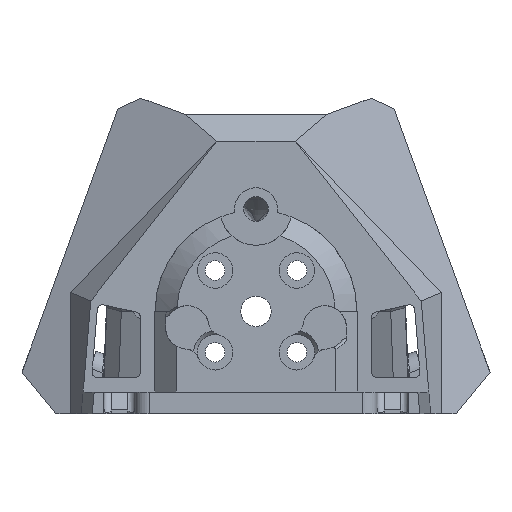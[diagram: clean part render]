
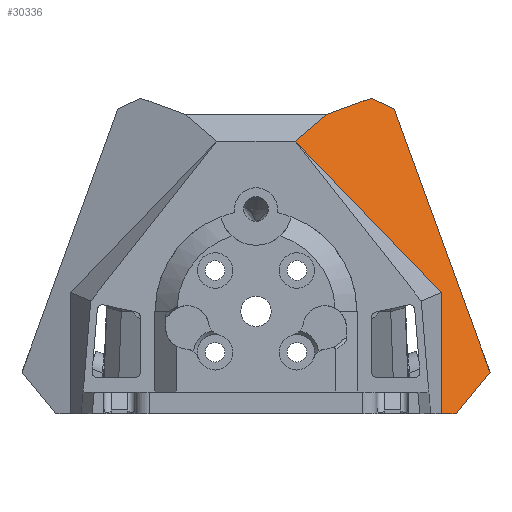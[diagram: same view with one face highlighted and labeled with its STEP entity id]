
A CAD part, front view. The second image highlights one B-rep face of the part: STEP entity #30336.
In plain terms, the highlighted planar face has unit normal (0.352, -0.927, 0.128).
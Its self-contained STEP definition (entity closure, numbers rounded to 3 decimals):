
#23 = EDGE_CURVE ( 'NONE', #16365, #29915, #4571, .T. ) ;
#404 = EDGE_LOOP ( 'NONE', ( #8663, #21064, #3624, #15829, #4805, #24999, #17460, #6270 ) ) ;
#405 = LINE ( 'NONE', #19175, #9056 ) ;
#1216 = VERTEX_POINT ( 'NONE', #30650 ) ;
#1642 = LINE ( 'NONE', #23689, #5979 ) ;
#1979 = EDGE_CURVE ( 'NONE', #29085, #11462, #10876, .T. ) ;
#2334 = CARTESIAN_POINT ( 'NONE',  ( -197.128, -130.994, 142.121 ) ) ;
#2758 = FACE_OUTER_BOUND ( 'NONE', #404, .T. ) ;
#2917 = DIRECTION ( 'NONE',  ( -0.871, -0.375, -0.317 ) ) ;
#2991 = DIRECTION ( 'NONE',  ( -0.596, -0.328, -0.733 ) ) ;
#3624 = ORIENTED_EDGE ( 'NONE', *, *, #28977, .T. ) ;
#4571 = LINE ( 'NONE', #14092, #17369 ) ;
#4776 = DIRECTION ( 'NONE',  ( 0., -0.137, -0.991 ) ) ;
#4805 = ORIENTED_EDGE ( 'NONE', *, *, #6487, .F. ) ;
#5168 = CARTESIAN_POINT ( 'NONE',  ( -308.14, -199.301, -47.189 ) ) ;
#5979 = VECTOR ( 'NONE', #25565, 1000. ) ;
#6270 = ORIENTED_EDGE ( 'NONE', *, *, #13623, .T. ) ;
#6487 = EDGE_CURVE ( 'NONE', #25690, #17270, #22876, .T. ) ;
#6712 = CARTESIAN_POINT ( 'NONE',  ( -86.146, -107.309, 8.603 ) ) ;
#7114 = CARTESIAN_POINT ( 'NONE',  ( -210.81, -136.8, 137.697 ) ) ;
#7887 = CARTESIAN_POINT ( 'NONE',  ( -179.196, -122.917, 151.308 ) ) ;
#8541 = CARTESIAN_POINT ( 'NONE',  ( -257.269, -159.907, 98.123 ) ) ;
#8663 = ORIENTED_EDGE ( 'NONE', *, *, #29222, .T. ) ;
#8668 = CARTESIAN_POINT ( 'NONE',  ( -188.565, -133.563, 100. ) ) ;
#9056 = VECTOR ( 'NONE', #4776, 1000. ) ;
#9071 = DIRECTION ( 'NONE',  ( 0.685, 0.162, -0.71 ) ) ;
#9615 = CARTESIAN_POINT ( 'NONE',  ( -141.43, -136.6, -51.476 ) ) ;
#10333 = VECTOR ( 'NONE', #23246, 1000. ) ;
#10716 = EDGE_CURVE ( 'NONE', #16365, #25690, #19565, .T. ) ;
#10876 = LINE ( 'NONE', #8541, #10333 ) ;
#10952 = DIRECTION ( 'NONE',  ( -0.935, -0.355, 0. ) ) ;
#11462 = VERTEX_POINT ( 'NONE', #7114 ) ;
#12267 = DIRECTION ( 'NONE',  ( -0.342, 0., 0.94 ) ) ;
#12331 = VERTEX_POINT ( 'NONE', #27184 ) ;
#12762 = CARTESIAN_POINT ( 'NONE',  ( -183.891, -130.994, 105.753 ) ) ;
#13451 = CARTESIAN_POINT ( 'NONE',  ( -211.966, -142.448, 100. ) ) ;
#13623 = EDGE_CURVE ( 'NONE', #29915, #1216, #1642, .T. ) ;
#14092 = CARTESIAN_POINT ( 'NONE',  ( -184.995, -130.994, 108.786 ) ) ;
#15829 = ORIENTED_EDGE ( 'NONE', *, *, #16572, .T. ) ;
#16365 = VERTEX_POINT ( 'NONE', #12762 ) ;
#16572 = EDGE_CURVE ( 'NONE', #12331, #17270, #405, .T. ) ;
#16920 = DIRECTION ( 'NONE',  ( -0.342, 0., 0.94 ) ) ;
#17270 = VERTEX_POINT ( 'NONE', #18723 ) ;
#17369 = VECTOR ( 'NONE', #16920, 1000. ) ;
#17460 = ORIENTED_EDGE ( 'NONE', *, *, #23, .T. ) ;
#18622 = LINE ( 'NONE', #6712, #18811 ) ;
#18723 = CARTESIAN_POINT ( 'NONE',  ( -190.612, -134.341, 100. ) ) ;
#18811 = VECTOR ( 'NONE', #9071, 1000. ) ;
#19175 = CARTESIAN_POINT ( 'NONE',  ( -190.612, -134.361, 99.855 ) ) ;
#19565 = LINE ( 'NONE', #5168, #21785 ) ;
#19812 = VECTOR ( 'NONE', #10952, 1000. ) ;
#20239 = LINE ( 'NONE', #7887, #23806 ) ;
#21064 = ORIENTED_EDGE ( 'NONE', *, *, #1979, .T. ) ;
#21785 = VECTOR ( 'NONE', #2991, 1000. ) ;
#22373 = CARTESIAN_POINT ( 'NONE',  ( -206.497, -134.655, 141.371 ) ) ;
#22876 = LINE ( 'NONE', #13451, #19812 ) ;
#23246 = DIRECTION ( 'NONE',  ( -0.712, -0.354, -0.606 ) ) ;
#23689 = CARTESIAN_POINT ( 'NONE',  ( -182.675, -126.438, 135.382 ) ) ;
#23806 = VECTOR ( 'NONE', #2917, 1000. ) ;
#24999 = ORIENTED_EDGE ( 'NONE', *, *, #10716, .F. ) ;
#25565 = DIRECTION ( 'NONE',  ( -0.871, -0.275, 0.406 ) ) ;
#25690 = VERTEX_POINT ( 'NONE', #8668 ) ;
#27184 = CARTESIAN_POINT ( 'NONE',  ( -190.612, -132.022, 116.781 ) ) ;
#28707 = DIRECTION ( 'NONE',  ( -0.352, 0.927, -0.128 ) ) ;
#28977 = EDGE_CURVE ( 'NONE', #11462, #12331, #18622, .T. ) ;
#29018 = PLANE ( 'NONE',  #29328 ) ;
#29085 = VERTEX_POINT ( 'NONE', #22373 ) ;
#29222 = EDGE_CURVE ( 'NONE', #1216, #29085, #20239, .T. ) ;
#29328 = AXIS2_PLACEMENT_3D ( 'NONE', #9615, #28707, #12267 ) ;
#29915 = VERTEX_POINT ( 'NONE', #2334 ) ;
#30336 = ADVANCED_FACE ( 'NONE', ( #2758 ), #29018, .F. ) ;
#30650 = CARTESIAN_POINT ( 'NONE',  ( -200.332, -132.004, 143.615 ) ) ;
